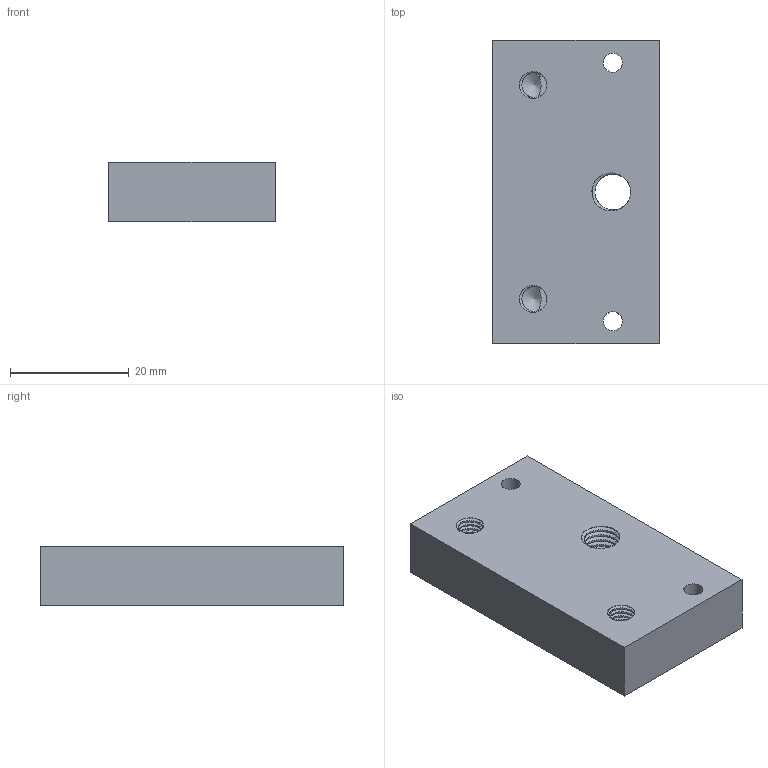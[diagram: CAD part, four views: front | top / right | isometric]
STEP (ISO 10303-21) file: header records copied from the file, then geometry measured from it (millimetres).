
FILE_DESCRIPTION(('FreeCAD Model'),'2;1');
FILE_NAME('Open CASCADE Shape Model','2023-02-07T22:12:01',(''),(''), 'Open CASCADE STEP processor 7.6','FreeCAD','Unknown');
FILE_SCHEMA(('AUTOMOTIVE_DESIGN { 1 0 10303 214 1 1 1 1 }'));
Length unit declared in the file: millimetre
Products named in the file (1): Body
Bounding box: 28 x 51 x 10 mm (x, y, z)
Volume: 12952.4 mm3; surface area: 5702 mm2
Topology: 1 solids, 1 shells, 166 faces, 408 edges, 239 vertices
Faces by surface type: bspline 111, cylinder 41, plane 10, cone 4
Full cylindrical faces by diameter (mm): 3.2 x2, 4.2 x1, 4.224 x12, 6.026 x10
Entity records: 35833 total; most frequent: CARTESIAN_POINT 29195, ORIENTED_EDGE 812, PCURVE 812, DEFINITIONAL_REPRESENTATION 812, B_SPLINE_CURVE_WITH_KNOTS 697, DIRECTION 652, LINE 485, VECTOR 485
